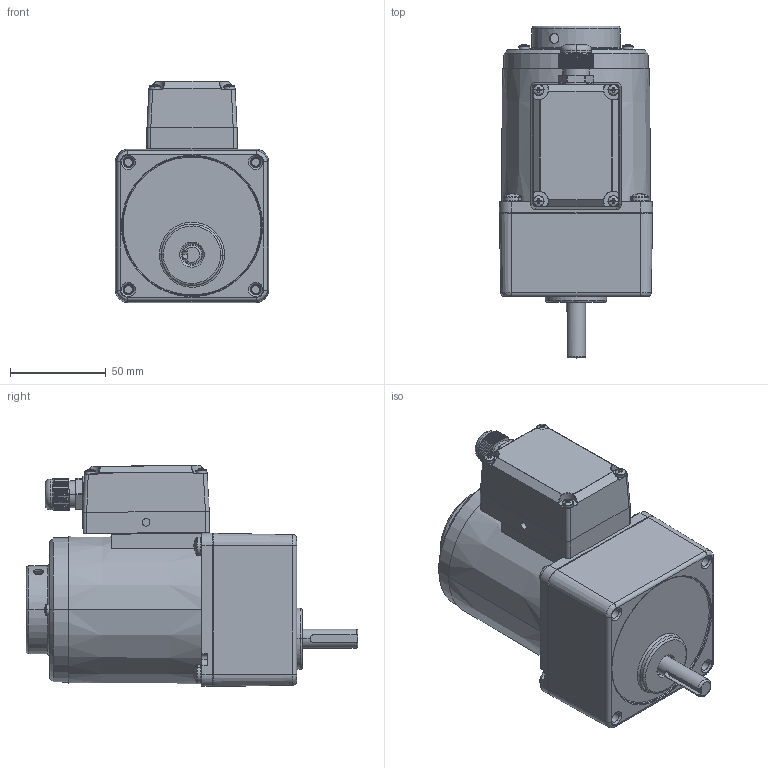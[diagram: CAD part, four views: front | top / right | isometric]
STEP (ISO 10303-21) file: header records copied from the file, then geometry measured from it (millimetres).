
FILE_DESCRIPTION (( 'STEP AP203' ), '1' );
FILE_NAME ('4IK25RGN-CT(4GN3K-200K).STEP', '2022-10-28T05:04:19', ( 'Windows User' ), ( 'P R C' ), 'SwSTEP 2.0', 'SolidWorks 2019', '' );
FILE_SCHEMA (( 'CONFIG_CONTROL_DESIGN' ));
Length unit declared in the file: millimetre
Products named in the file (17): ^_70TSJXHG.STEP.STEP_4IK25RGN-CT.STEP_4IK25RGN-CT_4IK25RGN-CT(4GN3K-200K)(2)_4IK25RGN-CT(4GN3K-200K); ^70TSZ.STEP_4IK25RGN-CT.STEP_4IK25RGN-CT_4IK25RGN-CT(4GN3K-200K)(2)_4IK25RGN-CT(4GN3K-200K); 4IK25RGN-CT(4GN3K-200K)(2)^4IK25RGN-CT(4GN3K-200K); 4IK25RGN-CT^4IK25RGN-CT(4GN3K-200K)(2)_4IK25RGN-CT(4GN3K-200K); 葩璃 (3) ^_70TSJXHG.STEP.STEP_4IK25RGN-CT.STEP_4IK25RGN-CT_4IK25RGN-CT(4GN3K-200K)(2)_4IK25RGN-CT(4GN3K-200K); 4IK25RGN-CT(4GN3K-200K); 4GN3K-200K; 葩璃 (2) ^_70TSJXHG.STEP.STEP_4IK25RGN-CT.STEP_4IK25RGN-CT_4IK25RGN-CT(4GN3K-200K)(2)_4IK25RGN-CT(4GN3K-200K); 70TSZ.STEP^4IK25RGN-CT.STEP_4IK25RGN-CT_4IK25RGN-CT(4GN3K-200K)(2)_4IK25RGN-CT(4GN3K-200K); 70TSJXHG.STEP.STEP^4IK25RGN-CT.STEP_4IK25RGN-CT_4IK25RGN-CT(4GN3K-200K)(2)_4IK25RGN-CT(4GN3K-200K); 葩璃 (2) ^_70TSZ.STEP_4IK25RGN-CT.STEP_4IK25RGN-CT_4IK25RGN-CT(4GN3K-200K)(2)_4IK25RGN-CT(4GN3K-200K); ^_70TSZ.STEP_4IK25RGN-CT.STEP_4IK25RGN-CT_4IK25RGN-CT(4GN3K-200K)(2)_4IK25RGN-CT(4GN3K-200K); 80TSJXHJK.STEP^4IK25RGN-CT.STEP_4IK25RGN-CT_4IK25RGN-CT(4GN3K-200K)(2)_4IK25RGN-CT(4GN3K-200K); 4IK25RGN-CT.STEP^4IK25RGN-CT_4IK25RGN-CT(4GN3K-200K)(2)_4IK25RGN-CT(4GN3K-200K); ^70TSJXHG.STEP.STEP_4IK25RGN-CT.STEP_4IK25RGN-CT_4IK25RGN-CT(4GN3K-200K)(2)_4IK25RGN-CT(4GN3K-200K); 葩璃 (3) ^_70TSZ.STEP_4IK25RGN-CT.STEP_4IK25RGN-CT_4IK25RGN-CT(4GN3K-200K)(2)_4IK25RGN-CT(4GN3K-200K); M5^4IK25RGN-CT(4GN3K-200K)(2)_4IK25RGN-CT(4GN3K-200K)
Assembly tree (22 placements, depth 7):
  4IK25RGN-CT(4GN3K-200K)
    4IK25RGN-CT(4GN3K-200K)(2)^4IK25RGN-CT(4GN3K-200K)
      4IK25RGN-CT^4IK25RGN-CT(4GN3K-200K)(2)_4IK25RGN-CT(4GN3K-200K)
        4IK25RGN-CT.STEP^4IK25RGN-CT_4IK25RGN-CT(4GN3K-200K)(2)_4IK25RGN-CT(4GN3K-200K)
          70TSJXHG.STEP.STEP^4IK25RGN-CT.STEP_4IK25RGN-CT_4IK25RGN-CT(4GN3K-200K)(2)_4IK25RGN-CT(4GN3K-200K)
            ^70TSJXHG.STEP.STEP_4IK25RGN-CT.STEP_4IK25RGN-CT_4IK25RGN-CT(4GN3K-200K)(2)_4IK25RGN-CT(4GN3K-200K)
              ^_70TSJXHG.STEP.STEP_4IK25RGN-CT.STEP_4IK25RGN-CT_4IK25RGN-CT(4GN3K-200K)(2)_4IK25RGN-CT(4GN3K-200K)
              葩璃 (2) ^_70TSJXHG.STEP.STEP_4IK25RGN-CT.STEP_4IK25RGN-CT_4IK25RGN-CT(4GN3K-200K)(2)_4IK25RGN-CT(4GN3K-200K)
              葩璃 (3) ^_70TSJXHG.STEP.STEP_4IK25RGN-CT.STEP_4IK25RGN-CT_4IK25RGN-CT(4GN3K-200K)(2)_4IK25RGN-CT(4GN3K-200K)  x4
          70TSZ.STEP^4IK25RGN-CT.STEP_4IK25RGN-CT_4IK25RGN-CT(4GN3K-200K)(2)_4IK25RGN-CT(4GN3K-200K)
            ^70TSZ.STEP_4IK25RGN-CT.STEP_4IK25RGN-CT_4IK25RGN-CT(4GN3K-200K)(2)_4IK25RGN-CT(4GN3K-200K)
              ^_70TSZ.STEP_4IK25RGN-CT.STEP_4IK25RGN-CT_4IK25RGN-CT(4GN3K-200K)(2)_4IK25RGN-CT(4GN3K-200K)
              葩璃 (2) ^_70TSZ.STEP_4IK25RGN-CT.STEP_4IK25RGN-CT_4IK25RGN-CT(4GN3K-200K)(2)_4IK25RGN-CT(4GN3K-200K)
              葩璃 (3) ^_70TSZ.STEP_4IK25RGN-CT.STEP_4IK25RGN-CT_4IK25RGN-CT(4GN3K-200K)(2)_4IK25RGN-CT(4GN3K-200K)
          80TSJXHJK.STEP^4IK25RGN-CT.STEP_4IK25RGN-CT_4IK25RGN-CT(4GN3K-200K)(2)_4IK25RGN-CT(4GN3K-200K)
      M5^4IK25RGN-CT(4GN3K-200K)(2)_4IK25RGN-CT(4GN3K-200K)  x4
    4GN3K-200K
Bounding box: 80 x 173.25 x 115.44 mm (x, y, z)
Volume: 503440.7 mm3; surface area: 122186.6 mm2
Topology: 15 solids, 16 shells, 1975 faces, 5139 edges, 3205 vertices
Faces by surface type: cone 883, cylinder 647, plane 333, torus 63, sphere 28, bspline 21
Entity records: 39933 total; most frequent: CARTESIAN_POINT 11452, DIRECTION 5948, ORIENTED_EDGE 5476, EDGE_CURVE 2738, AXIS2_PLACEMENT_3D 2453, VERTEX_POINT 1738, CIRCLE 1376, EDGE_LOOP 1136
